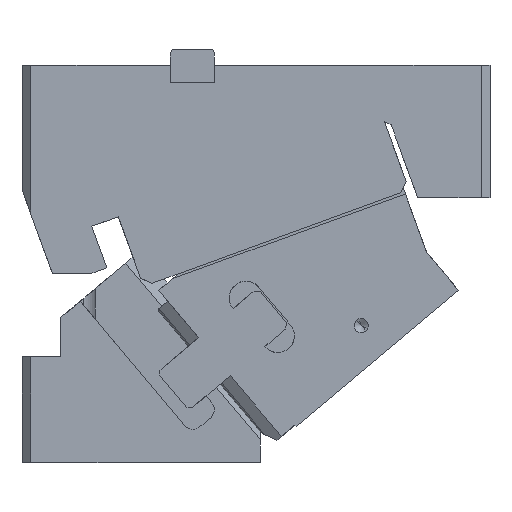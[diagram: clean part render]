
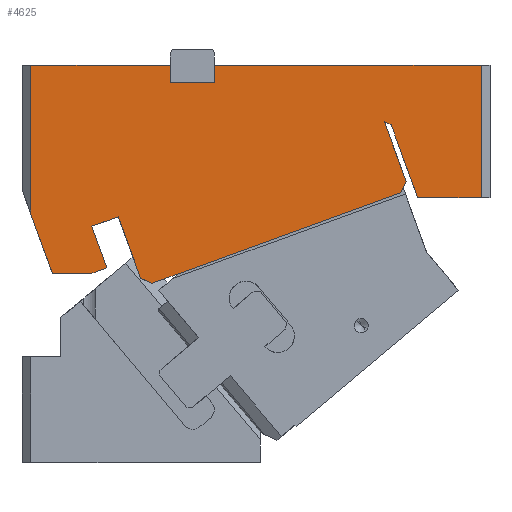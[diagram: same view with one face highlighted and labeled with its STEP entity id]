
A CAD part, front view. The second image highlights one B-rep face of the part: STEP entity #4625.
In plain terms, the highlighted planar face has unit normal (0, -1, 0).
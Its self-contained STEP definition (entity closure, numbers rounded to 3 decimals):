
#91=CARTESIAN_POINT('Vertex',(-160.494,-42.5,84.25)) ;
#94=CARTESIAN_POINT('Line Origine',(-168.012,-42.5,81.514)) ;
#98=CARTESIAN_POINT('Vertex',(-175.529,-42.5,78.778)) ;
#221=CARTESIAN_POINT('Vertex',(-5.956,-42.5,136.241)) ;
#224=CARTESIAN_POINT('Line Origine',(-7.879,-42.5,137.137)) ;
#228=CARTESIAN_POINT('Vertex',(-9.801,-42.5,138.034)) ;
#357=CARTESIAN_POINT('Vertex',(9.054,-42.5,95.)) ;
#360=CARTESIAN_POINT('Line Origine',(1.549,-42.5,115.62)) ;
#489=CARTESIAN_POINT('Vertex',(45.,-42.5,95.)) ;
#492=CARTESIAN_POINT('Line Origine',(27.027,-42.5,95.)) ;
#582=CARTESIAN_POINT('Vertex',(45.,-42.5,170.)) ;
#585=CARTESIAN_POINT('Line Origine',(45.,-42.5,132.5)) ;
#615=CARTESIAN_POINT('Vertex',(-106.,-42.5,170.)) ;
#618=CARTESIAN_POINT('Line Origine',(-30.5,-42.5,170.)) ;
#772=CARTESIAN_POINT('Vertex',(-106.,-42.5,160.)) ;
#775=CARTESIAN_POINT('Line Origine',(-106.,-42.5,165.)) ;
#803=CARTESIAN_POINT('Vertex',(-131.,-42.5,160.)) ;
#806=CARTESIAN_POINT('Line Origine',(-118.5,-42.5,160.)) ;
#834=CARTESIAN_POINT('Vertex',(-131.,-42.5,170.)) ;
#837=CARTESIAN_POINT('Line Origine',(-131.,-42.5,165.)) ;
#888=CARTESIAN_POINT('Vertex',(-210.,-42.5,170.)) ;
#891=CARTESIAN_POINT('Line Origine',(-170.5,-42.5,170.)) ;
#1012=CARTESIAN_POINT('Vertex',(-210.,-42.5,85.771)) ;
#1017=CARTESIAN_POINT('Line Origine',(-210.,-42.5,127.886)) ;
#1187=CARTESIAN_POINT('Vertex',(-197.708,-42.5,52.)) ;
#1190=CARTESIAN_POINT('Line Origine',(-203.854,-42.5,68.886)) ;
#1330=CARTESIAN_POINT('Vertex',(-176.005,-42.5,52.)) ;
#1333=CARTESIAN_POINT('Line Origine',(-186.857,-42.5,52.)) ;
#1386=CARTESIAN_POINT('Vertex',(-166.979,-42.5,55.285)) ;
#1389=CARTESIAN_POINT('Line Origine',(-171.492,-42.5,53.643)) ;
#1421=CARTESIAN_POINT('Line Origine',(-171.254,-42.5,67.032)) ;
#4551=CARTESIAN_POINT('Axis2P3D Location',(-215.,-42.5,170.)) ;
#4556=CARTESIAN_POINT('Line Origine',(-70.954,-42.5,72.145)) ;
#4560=CARTESIAN_POINT('Vertex',(-141.431,-42.5,46.493)) ;
#4562=CARTESIAN_POINT('Vertex',(-0.477,-42.5,97.796)) ;
#4566=CARTESIAN_POINT('Control Point',(-0.417,-42.5,97.924)) ;
#4567=CARTESIAN_POINT('Control Point',(-0.477,-42.5,97.796)) ;
#4568=CARTESIAN_POINT('Vertex',(-0.417,-42.5,97.924)) ;
#4571=CARTESIAN_POINT('Line Origine',(1.047,-42.5,101.064)) ;
#4575=CARTESIAN_POINT('Vertex',(2.511,-42.5,104.205)) ;
#4578=CARTESIAN_POINT('Line Origine',(-3.645,-42.5,121.119)) ;
#4583=CARTESIAN_POINT('Line Origine',(-154.167,-42.5,66.866)) ;
#4587=CARTESIAN_POINT('Vertex',(-147.839,-42.5,49.481)) ;
#4590=CARTESIAN_POINT('Line Origine',(-144.699,-42.5,48.017)) ;
#4594=CARTESIAN_POINT('Vertex',(-141.559,-42.5,46.553)) ;
#4598=CARTESIAN_POINT('Control Point',(-141.431,-42.5,46.493)) ;
#4599=CARTESIAN_POINT('Control Point',(-141.559,-42.5,46.553)) ;
#95=DIRECTION('Vector Direction',(0.94,0.,0.342)) ;
#225=DIRECTION('Vector Direction',(0.906,0.,-0.423)) ;
#361=DIRECTION('Vector Direction',(0.342,0.,-0.94)) ;
#493=DIRECTION('Vector Direction',(1.,0.,0.)) ;
#586=DIRECTION('Vector Direction',(0.,0.,1.)) ;
#619=DIRECTION('Vector Direction',(-1.,0.,0.)) ;
#776=DIRECTION('Vector Direction',(0.,0.,1.)) ;
#807=DIRECTION('Vector Direction',(1.,0.,0.)) ;
#838=DIRECTION('Vector Direction',(0.,0.,1.)) ;
#892=DIRECTION('Vector Direction',(-1.,0.,0.)) ;
#1018=DIRECTION('Vector Direction',(0.,0.,-1.)) ;
#1191=DIRECTION('Vector Direction',(-0.342,0.,0.94)) ;
#1334=DIRECTION('Vector Direction',(1.,0.,0.)) ;
#1390=DIRECTION('Vector Direction',(-0.94,0.,-0.342)) ;
#1422=DIRECTION('Vector Direction',(-0.342,0.,0.94)) ;
#4552=DIRECTION('Axis2P3D Direction',(0.,-1.,0.)) ;
#4553=DIRECTION('Axis2P3D XDirection',(1.,0.,0.)) ;
#4557=DIRECTION('Vector Direction',(0.94,0.,0.342)) ;
#4572=DIRECTION('Vector Direction',(0.423,0.,0.906)) ;
#4579=DIRECTION('Vector Direction',(-0.342,0.,0.94)) ;
#4584=DIRECTION('Vector Direction',(-0.342,0.,0.94)) ;
#4591=DIRECTION('Vector Direction',(0.906,0.,-0.423)) ;
#4554=AXIS2_PLACEMENT_3D('Plane Axis2P3D',#4551,#4552,#4553) ;
#4602=ORIENTED_EDGE('',*,*,#4564,.T.) ;
#4603=ORIENTED_EDGE('',*,*,#4570,.F.) ;
#4604=ORIENTED_EDGE('',*,*,#4577,.T.) ;
#4605=ORIENTED_EDGE('',*,*,#4582,.F.) ;
#4606=ORIENTED_EDGE('',*,*,#230,.T.) ;
#4607=ORIENTED_EDGE('',*,*,#364,.T.) ;
#4608=ORIENTED_EDGE('',*,*,#496,.T.) ;
#4609=ORIENTED_EDGE('',*,*,#589,.T.) ;
#4610=ORIENTED_EDGE('',*,*,#622,.T.) ;
#4611=ORIENTED_EDGE('',*,*,#779,.F.) ;
#4612=ORIENTED_EDGE('',*,*,#810,.F.) ;
#4613=ORIENTED_EDGE('',*,*,#841,.T.) ;
#4614=ORIENTED_EDGE('',*,*,#895,.T.) ;
#4615=ORIENTED_EDGE('',*,*,#1021,.T.) ;
#4616=ORIENTED_EDGE('',*,*,#1194,.F.) ;
#4617=ORIENTED_EDGE('',*,*,#1337,.T.) ;
#4618=ORIENTED_EDGE('',*,*,#1393,.F.) ;
#4619=ORIENTED_EDGE('',*,*,#1425,.T.) ;
#4620=ORIENTED_EDGE('',*,*,#100,.T.) ;
#4621=ORIENTED_EDGE('',*,*,#4589,.F.) ;
#4622=ORIENTED_EDGE('',*,*,#4596,.T.) ;
#4623=ORIENTED_EDGE('',*,*,#4600,.F.) ;
#96=VECTOR('Line Direction',#95,1.) ;
#226=VECTOR('Line Direction',#225,1.) ;
#362=VECTOR('Line Direction',#361,1.) ;
#494=VECTOR('Line Direction',#493,1.) ;
#587=VECTOR('Line Direction',#586,1.) ;
#620=VECTOR('Line Direction',#619,1.) ;
#777=VECTOR('Line Direction',#776,1.) ;
#808=VECTOR('Line Direction',#807,1.) ;
#839=VECTOR('Line Direction',#838,1.) ;
#893=VECTOR('Line Direction',#892,1.) ;
#1019=VECTOR('Line Direction',#1018,1.) ;
#1192=VECTOR('Line Direction',#1191,1.) ;
#1335=VECTOR('Line Direction',#1334,1.) ;
#1391=VECTOR('Line Direction',#1390,1.) ;
#1423=VECTOR('Line Direction',#1422,1.) ;
#4558=VECTOR('Line Direction',#4557,1.) ;
#4573=VECTOR('Line Direction',#4572,1.) ;
#4580=VECTOR('Line Direction',#4579,1.) ;
#4585=VECTOR('Line Direction',#4584,1.) ;
#4592=VECTOR('Line Direction',#4591,1.) ;
#4625=ADVANCED_FACE('CAM HOLDER',(#4624),#4555,.T.) ;
#4565=B_SPLINE_CURVE_WITH_KNOTS('',1,(#4566,#4567),.UNSPECIFIED.,.F.,.U.,(2,2),(0.,0.141),.UNSPECIFIED.) ;
#4597=B_SPLINE_CURVE_WITH_KNOTS('',1,(#4598,#4599),.UNSPECIFIED.,.F.,.U.,(2,2),(0.,0.141),.UNSPECIFIED.) ;
#100=EDGE_CURVE('',#99,#92,#97,.T.) ;
#230=EDGE_CURVE('',#229,#222,#227,.T.) ;
#364=EDGE_CURVE('',#222,#358,#363,.T.) ;
#496=EDGE_CURVE('',#358,#490,#495,.T.) ;
#589=EDGE_CURVE('',#490,#583,#588,.T.) ;
#622=EDGE_CURVE('',#583,#616,#621,.T.) ;
#779=EDGE_CURVE('',#773,#616,#778,.T.) ;
#810=EDGE_CURVE('',#804,#773,#809,.T.) ;
#841=EDGE_CURVE('',#804,#835,#840,.T.) ;
#895=EDGE_CURVE('',#835,#889,#894,.T.) ;
#1021=EDGE_CURVE('',#889,#1013,#1020,.T.) ;
#1194=EDGE_CURVE('',#1188,#1013,#1193,.T.) ;
#1337=EDGE_CURVE('',#1188,#1331,#1336,.T.) ;
#1393=EDGE_CURVE('',#1387,#1331,#1392,.T.) ;
#1425=EDGE_CURVE('',#1387,#99,#1424,.T.) ;
#4564=EDGE_CURVE('',#4561,#4563,#4559,.T.) ;
#4570=EDGE_CURVE('',#4569,#4563,#4565,.T.) ;
#4577=EDGE_CURVE('',#4569,#4576,#4574,.T.) ;
#4582=EDGE_CURVE('',#229,#4576,#4581,.F.) ;
#4589=EDGE_CURVE('',#4588,#92,#4586,.T.) ;
#4596=EDGE_CURVE('',#4588,#4595,#4593,.T.) ;
#4600=EDGE_CURVE('',#4561,#4595,#4597,.T.) ;
#4601=EDGE_LOOP('',(#4602,#4603,#4604,#4605,#4606,#4607,#4608,#4609,#4610,#4611,#4612,#4613,#4614,#4615,#4616,#4617,#4618,#4619,#4620,#4621,#4622,#4623)) ;
#4624=FACE_OUTER_BOUND('',#4601,.T.) ;
#97=LINE('Line',#94,#96) ;
#227=LINE('Line',#224,#226) ;
#363=LINE('Line',#360,#362) ;
#495=LINE('Line',#492,#494) ;
#588=LINE('Line',#585,#587) ;
#621=LINE('Line',#618,#620) ;
#778=LINE('Line',#775,#777) ;
#809=LINE('Line',#806,#808) ;
#840=LINE('Line',#837,#839) ;
#894=LINE('Line',#891,#893) ;
#1020=LINE('Line',#1017,#1019) ;
#1193=LINE('Line',#1190,#1192) ;
#1336=LINE('Line',#1333,#1335) ;
#1392=LINE('Line',#1389,#1391) ;
#1424=LINE('Line',#1421,#1423) ;
#4559=LINE('Line',#4556,#4558) ;
#4574=LINE('Line',#4571,#4573) ;
#4581=LINE('Line',#4578,#4580) ;
#4586=LINE('Line',#4583,#4585) ;
#4593=LINE('Line',#4590,#4592) ;
#4555=PLANE('Plane',#4554) ;
#92=VERTEX_POINT('',#91) ;
#99=VERTEX_POINT('',#98) ;
#222=VERTEX_POINT('',#221) ;
#229=VERTEX_POINT('',#228) ;
#358=VERTEX_POINT('',#357) ;
#490=VERTEX_POINT('',#489) ;
#583=VERTEX_POINT('',#582) ;
#616=VERTEX_POINT('',#615) ;
#773=VERTEX_POINT('',#772) ;
#804=VERTEX_POINT('',#803) ;
#835=VERTEX_POINT('',#834) ;
#889=VERTEX_POINT('',#888) ;
#1013=VERTEX_POINT('',#1012) ;
#1188=VERTEX_POINT('',#1187) ;
#1331=VERTEX_POINT('',#1330) ;
#1387=VERTEX_POINT('',#1386) ;
#4561=VERTEX_POINT('',#4560) ;
#4563=VERTEX_POINT('',#4562) ;
#4569=VERTEX_POINT('',#4568) ;
#4576=VERTEX_POINT('',#4575) ;
#4588=VERTEX_POINT('',#4587) ;
#4595=VERTEX_POINT('',#4594) ;
